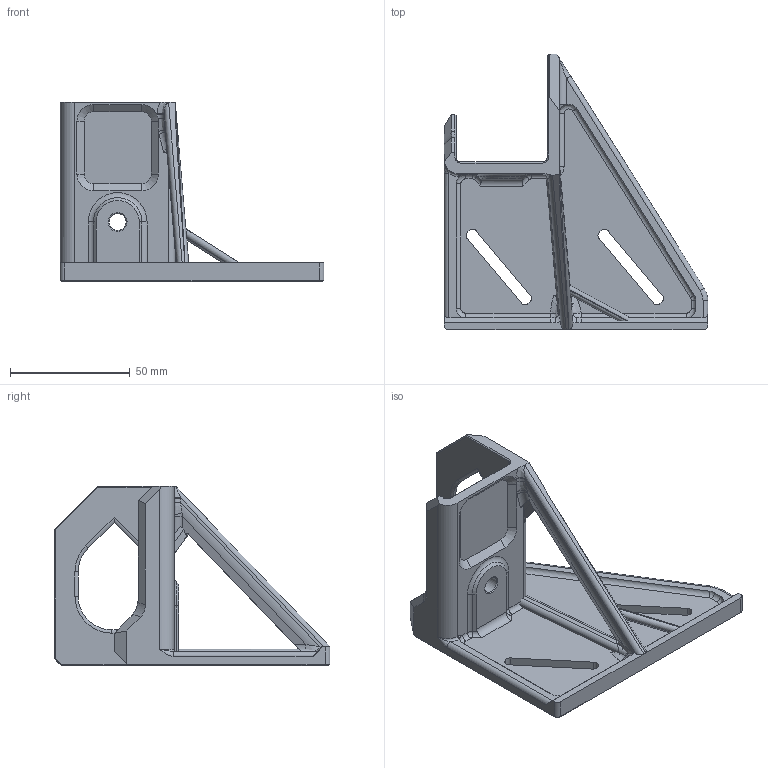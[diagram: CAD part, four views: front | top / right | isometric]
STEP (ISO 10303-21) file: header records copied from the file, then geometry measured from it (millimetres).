
FILE_DESCRIPTION(/* description */ (''),/* implementation_level */ '2;1');
FILE_NAME(/* name */ 'SideBrace-F3-01_006.step',/* time_stamp */ '2021-02-15T00:04:43-05:00',/* author */ (''),/* organization */ (''),/* preprocessor_version */ 'ST-DEVELOPER v18.1',/* originating_system */ 'Autodesk Translation Framework v9.7.1.1290',/* authorisation */ '');
FILE_SCHEMA (('AUTOMOTIVE_DESIGN { 1 0 10303 214 3 1 1 }'));
Length unit declared in the file: millimetre
Products named in the file (1): (Unsaved)
Bounding box: 110 x 115 x 75 mm (x, y, z)
Volume: 66706.5 mm3; surface area: 34624.7 mm2
Topology: 3 solids, 3 shells, 230 faces, 604 edges, 373 vertices
Faces by surface type: plane 99, cylinder 69, bspline 32, cone 18, torus 12
Full cylindrical faces by diameter (mm): 7 x1
Entity records: 8068 total; most frequent: CARTESIAN_POINT 2466, ORIENTED_EDGE 1198, DIRECTION 1129, EDGE_CURVE 599, AXIS2_PLACEMENT_3D 397, VERTEX_POINT 373, LINE 335, VECTOR 335
